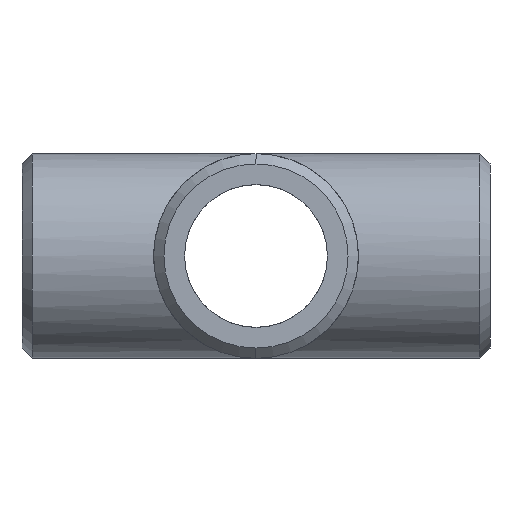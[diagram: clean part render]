
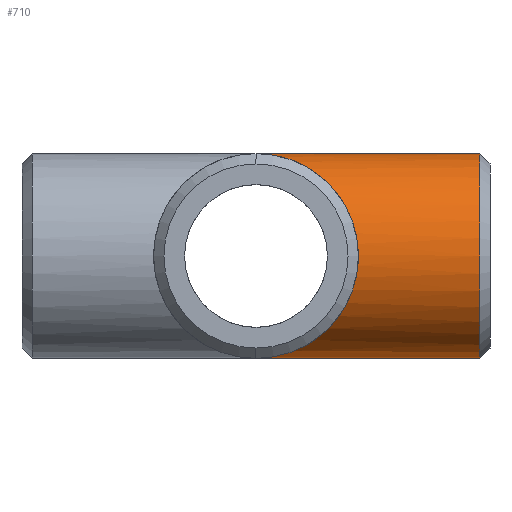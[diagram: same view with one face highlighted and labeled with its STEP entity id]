
A CAD part, left-side view. The second image highlights one B-rep face of the part: STEP entity #710.
In plain terms, the highlighted cylindrical face has radius 21 mm (diameter 42 mm), a partial arc.
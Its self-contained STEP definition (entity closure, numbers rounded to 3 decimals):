
#8 = CARTESIAN_POINT ( 'NONE',  ( -42., -42., 21. ) ) ;
#45 = DIRECTION ( 'NONE',  ( 0., 1., 0. ) ) ;
#64 = ORIENTED_EDGE ( 'NONE', *, *, #413, .T. ) ;
#69 = VERTEX_POINT ( 'NONE', #534 ) ;
#72 = CARTESIAN_POINT ( 'NONE',  ( 0., -48., 21. ) ) ;
#85 = CARTESIAN_POINT ( 'NONE',  ( 0., 0., -21. ) ) ;
#87 = AXIS2_PLACEMENT_3D ( 'NONE', #101, #284, #173 ) ;
#89 = VECTOR ( 'NONE', #275, 1000. ) ;
#101 = CARTESIAN_POINT ( 'NONE',  ( 0., -45.883, 0. ) ) ;
#103 = DIRECTION ( 'NONE',  ( 0., 0., -1. ) ) ;
#139 = CARTESIAN_POINT ( 'NONE',  ( 0., 0., -21. ) ) ;
#147 = CARTESIAN_POINT ( 'NONE',  ( 0., -48., -21. ) ) ;
#173 = DIRECTION ( 'NONE',  ( 0., 0., -1. ) ) ;
#201 = CARTESIAN_POINT ( 'NONE',  ( 0., -45.883, 21. ) ) ;
#206 = ORIENTED_EDGE ( 'NONE', *, *, #480, .F. ) ;
#252 = CARTESIAN_POINT ( 'NONE',  ( 0., 0., 21. ) ) ;
#255 = VERTEX_POINT ( 'NONE', #614 ) ;
#275 = DIRECTION ( 'NONE',  ( 0., 1., 0. ) ) ;
#284 = DIRECTION ( 'NONE',  ( 0., 1., 0. ) ) ;
#303 = EDGE_CURVE ( 'NONE', #255, #688, #435, .T. ) ;
#327 = ORIENTED_EDGE ( 'NONE', *, *, #654, .F. ) ;
#344 = AXIS2_PLACEMENT_3D ( 'NONE', #430, #45, #103 ) ;
#359 = VECTOR ( 'NONE', #753, 1000. ) ;
#389 = CARTESIAN_POINT ( 'NONE',  ( -42., -42., -21. ) ) ;
#413 = EDGE_CURVE ( 'NONE', #688, #69, #452, .T. ) ;
#430 = CARTESIAN_POINT ( 'NONE',  ( 0., -48., 0. ) ) ;
#435 = CIRCLE ( 'NONE', #87, 21. ) ;
#452 = LINE ( 'NONE', #72, #359 ) ;
#461 = LINE ( 'NONE', #147, #89 ) ;
#477 = FACE_OUTER_BOUND ( 'NONE', #760, .T. ) ;
#480 = EDGE_CURVE ( 'NONE', #633, #69, #550, .T. ) ;
#534 = CARTESIAN_POINT ( 'NONE',  ( 0., 0., 21. ) ) ;
#550 =( BOUNDED_CURVE ( )  B_SPLINE_CURVE ( 3, ( #139, #389, #8, #252 ),
 .UNSPECIFIED., .F., .T. ) 
 B_SPLINE_CURVE_WITH_KNOTS ( ( 4, 4 ),
 ( 4.712, 7.854 ),
 .UNSPECIFIED. ) 
 CURVE ( )  GEOMETRIC_REPRESENTATION_ITEM ( )  RATIONAL_B_SPLINE_CURVE ( ( 1., 0.333, 0.333, 1. ) ) 
 REPRESENTATION_ITEM ( '' )  );
#605 = CYLINDRICAL_SURFACE ( 'NONE', #344, 21. ) ;
#614 = CARTESIAN_POINT ( 'NONE',  ( 0., -45.883, -21. ) ) ;
#633 = VERTEX_POINT ( 'NONE', #85 ) ;
#654 = EDGE_CURVE ( 'NONE', #255, #633, #461, .T. ) ;
#688 = VERTEX_POINT ( 'NONE', #201 ) ;
#710 = ADVANCED_FACE ( 'NONE', ( #477 ), #605, .T. ) ;
#748 = ORIENTED_EDGE ( 'NONE', *, *, #303, .T. ) ;
#753 = DIRECTION ( 'NONE',  ( 0., 1., 0. ) ) ;
#760 = EDGE_LOOP ( 'NONE', ( #748, #64, #206, #327 ) ) ;
